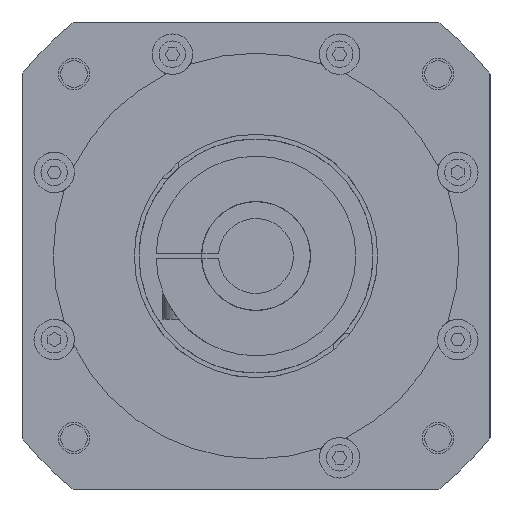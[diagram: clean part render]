
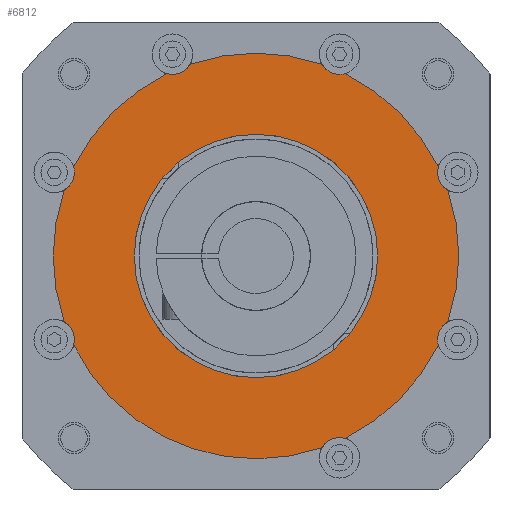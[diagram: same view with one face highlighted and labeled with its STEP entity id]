
A CAD part, left-side view. The second image highlights one B-rep face of the part: STEP entity #6812.
In plain terms, the highlighted planar face has unit normal (-1, 0, 0).
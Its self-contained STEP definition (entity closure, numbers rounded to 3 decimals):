
#1489=CARTESIAN_POINT('',(5.,-64.672,-26.788));
#1490=DIRECTION('',(1.,0.,0.));
#1491=DIRECTION('',(0.,0.964,-0.267));
#1492=AXIS2_PLACEMENT_3D('',#1489,#1490,#1491);
#1494=CARTESIAN_POINT('',(5.,-26.788,-64.672));
#1495=DIRECTION('',(1.,0.,0.));
#1496=DIRECTION('',(0.,0.87,0.493));
#1497=AXIS2_PLACEMENT_3D('',#1494,#1495,#1496);
#1499=CARTESIAN_POINT('',(5.,64.672,-26.788));
#1500=DIRECTION('',(1.,0.,0.));
#1501=DIRECTION('',(0.,-0.493,0.87));
#1502=AXIS2_PLACEMENT_3D('',#1499,#1500,#1501);
#1504=CARTESIAN_POINT('',(5.,64.672,26.788));
#1505=DIRECTION('',(1.,0.,0.));
#1506=DIRECTION('',(0.,-1.,0.));
#1507=AXIS2_PLACEMENT_3D('',#1504,#1505,#1506);
#1509=CARTESIAN_POINT('',(5.,64.672,26.788));
#1510=DIRECTION('',(1.,0.,0.));
#1511=DIRECTION('',(0.,-0.964,0.267));
#1512=AXIS2_PLACEMENT_3D('',#1509,#1510,#1511);
#1514=CARTESIAN_POINT('',(5.,26.788,64.672));
#1515=DIRECTION('',(1.,0.,0.));
#1516=DIRECTION('',(0.,-0.87,-0.493));
#1517=AXIS2_PLACEMENT_3D('',#1514,#1515,#1516);
#1519=CARTESIAN_POINT('',(5.,-26.788,64.672));
#1520=DIRECTION('',(1.,0.,0.));
#1521=DIRECTION('',(0.,0.,-1.));
#1522=AXIS2_PLACEMENT_3D('',#1519,#1520,#1521);
#1524=CARTESIAN_POINT('',(5.,-26.788,64.672));
#1525=DIRECTION('',(1.,0.,0.));
#1526=DIRECTION('',(0.,-0.267,-0.964));
#1527=AXIS2_PLACEMENT_3D('',#1524,#1525,#1526);
#1529=CARTESIAN_POINT('',(5.,-64.672,26.788));
#1530=DIRECTION('',(1.,0.,0.));
#1531=DIRECTION('',(0.,0.493,-0.87));
#1532=AXIS2_PLACEMENT_3D('',#1529,#1530,#1531);
#1534=CARTESIAN_POINT('',(5.,-64.672,-26.788));
#1535=DIRECTION('',(1.,0.,0.));
#1536=DIRECTION('',(0.,1.,0.));
#1537=AXIS2_PLACEMENT_3D('',#1534,#1535,#1536);
#1539=CARTESIAN_POINT('',(5.,0.,0.));
#1540=DIRECTION('',(-1.,0.,0.));
#1541=DIRECTION('',(0.,-1.,0.));
#1542=AXIS2_PLACEMENT_3D('',#1539,#1540,#1541);
#1548=CARTESIAN_POINT('',(5.,0.,0.));
#1549=DIRECTION('',(-1.,0.,0.));
#1550=DIRECTION('',(0.,1.,0.));
#1551=AXIS2_PLACEMENT_3D('',#1548,#1549,#1550);
#2219=CARTESIAN_POINT('',(5.,0.,0.));
#2220=DIRECTION('',(-1.,0.,0.));
#2221=DIRECTION('',(0.,0.899,-0.439));
#2222=AXIS2_PLACEMENT_3D('',#2219,#2220,#2221);
#2246=CARTESIAN_POINT('',(5.,0.,0.));
#2247=DIRECTION('',(-1.,0.,0.));
#2248=DIRECTION('',(0.,0.439,0.899));
#2249=AXIS2_PLACEMENT_3D('',#2246,#2247,#2248);
#2255=CARTESIAN_POINT('',(5.,0.,0.));
#2256=DIRECTION('',(-1.,0.,0.));
#2257=DIRECTION('',(0.,0.946,0.325));
#2258=AXIS2_PLACEMENT_3D('',#2255,#2256,#2257);
#2282=CARTESIAN_POINT('',(5.,0.,0.));
#2283=DIRECTION('',(-1.,0.,0.));
#2284=DIRECTION('',(0.,-0.899,0.439));
#2285=AXIS2_PLACEMENT_3D('',#2282,#2283,#2284);
#2291=CARTESIAN_POINT('',(5.,0.,0.));
#2292=DIRECTION('',(-1.,0.,0.));
#2293=DIRECTION('',(0.,-0.325,0.946));
#2294=AXIS2_PLACEMENT_3D('',#2291,#2292,#2293);
#2318=CARTESIAN_POINT('',(5.,0.,0.));
#2319=DIRECTION('',(-1.,0.,0.));
#2320=DIRECTION('',(0.,-0.439,-0.899));
#2321=AXIS2_PLACEMENT_3D('',#2318,#2319,#2320);
#2327=CARTESIAN_POINT('',(5.,0.,0.));
#2328=DIRECTION('',(-1.,0.,0.));
#2329=DIRECTION('',(0.,-0.946,-0.325));
#2330=AXIS2_PLACEMENT_3D('',#2327,#2328,#2329);
#3187=CARTESIAN_POINT('',(5.,-39.,0.));
#3188=CARTESIAN_POINT('',(5.,39.,0.));
#3189=VERTEX_POINT('',#3187);
#3190=VERTEX_POINT('',#3188);
#3243=CARTESIAN_POINT('',(5.,-21.131,-61.469));
#3244=CARTESIAN_POINT('',(5.,-28.523,-58.407));
#3245=VERTEX_POINT('',#3243);
#3246=VERTEX_POINT('',#3244);
#3291=CARTESIAN_POINT('',(5.,61.469,-21.131));
#3292=CARTESIAN_POINT('',(5.,58.407,-28.523));
#3293=VERTEX_POINT('',#3291);
#3294=VERTEX_POINT('',#3292);
#3339=CARTESIAN_POINT('',(5.,21.131,61.469));
#3340=CARTESIAN_POINT('',(5.,28.523,58.407));
#3341=VERTEX_POINT('',#3339);
#3342=VERTEX_POINT('',#3340);
#3387=CARTESIAN_POINT('',(5.,-61.469,21.131));
#3388=CARTESIAN_POINT('',(5.,-58.407,28.523));
#3389=VERTEX_POINT('',#3387);
#3390=VERTEX_POINT('',#3388);
#3654=CARTESIAN_POINT('',(5.,58.407,28.523));
#3655=CARTESIAN_POINT('',(5.,58.172,26.788));
#3656=VERTEX_POINT('',#3654);
#3657=VERTEX_POINT('',#3655);
#3658=CARTESIAN_POINT('',(5.,61.469,21.131));
#3659=VERTEX_POINT('',#3658);
#3698=CARTESIAN_POINT('',(5.,-26.788,58.172));
#3699=VERTEX_POINT('',#3698);
#3738=CARTESIAN_POINT('',(5.,-58.172,-26.788));
#3739=VERTEX_POINT('',#3738);
#3776=CARTESIAN_POINT('',(5.,-28.523,58.407));
#3777=VERTEX_POINT('',#3776);
#3778=CARTESIAN_POINT('',(5.,-21.131,61.469));
#3779=VERTEX_POINT('',#3778);
#3784=CARTESIAN_POINT('',(5.,-58.407,-28.523));
#3785=VERTEX_POINT('',#3784);
#3786=CARTESIAN_POINT('',(5.,-61.469,-21.131));
#3787=VERTEX_POINT('',#3786);
#6768=CARTESIAN_POINT('',(5.,0.,0.));
#6769=DIRECTION('',(-1.,0.,0.));
#6770=DIRECTION('',(0.,0.,-1.));
#6771=AXIS2_PLACEMENT_3D('',#6768,#6769,#6770);
#6772=PLANE('',#6771);
#6773=ORIENTED_EDGE('',*,*,#6485,.F.);
#6775=ORIENTED_EDGE('',*,*,#6774,.F.);
#6777=ORIENTED_EDGE('',*,*,#6776,.F.);
#6779=ORIENTED_EDGE('',*,*,#6778,.F.);
#6780=ORIENTED_EDGE('',*,*,#3904,.F.);
#6782=ORIENTED_EDGE('',*,*,#6781,.F.);
#6784=ORIENTED_EDGE('',*,*,#6783,.F.);
#6786=ORIENTED_EDGE('',*,*,#6785,.F.);
#6788=ORIENTED_EDGE('',*,*,#6787,.F.);
#6790=ORIENTED_EDGE('',*,*,#6789,.F.);
#6792=ORIENTED_EDGE('',*,*,#6791,.F.);
#6794=ORIENTED_EDGE('',*,*,#6793,.F.);
#6796=ORIENTED_EDGE('',*,*,#6795,.F.);
#6798=ORIENTED_EDGE('',*,*,#6797,.F.);
#6800=ORIENTED_EDGE('',*,*,#6799,.F.);
#6802=ORIENTED_EDGE('',*,*,#6801,.F.);
#6803=ORIENTED_EDGE('',*,*,#6510,.F.);
#6804=EDGE_LOOP('',(#6773,#6775,#6777,#6779,#6780,#6782,#6784,#6786,#6788,#6790,
#6792,#6794,#6796,#6798,#6800,#6802,#6803));
#6805=FACE_OUTER_BOUND('',#6804,.F.);
#6807=ORIENTED_EDGE('',*,*,#6806,.T.);
#6809=ORIENTED_EDGE('',*,*,#6808,.T.);
#6810=EDGE_LOOP('',(#6807,#6809));
#6811=FACE_BOUND('',#6810,.F.);
#1493=CIRCLE('',#1492,6.5);
#1498=CIRCLE('',#1497,6.5);
#1503=CIRCLE('',#1502,6.5);
#1508=CIRCLE('',#1507,6.5);
#1513=CIRCLE('',#1512,6.5);
#1518=CIRCLE('',#1517,6.5);
#1523=CIRCLE('',#1522,6.5);
#1528=CIRCLE('',#1527,6.5);
#1533=CIRCLE('',#1532,6.5);
#1538=CIRCLE('',#1537,6.5);
#1543=CIRCLE('',#1542,39.);
#1552=CIRCLE('',#1551,39.);
#2223=CIRCLE('',#2222,65.);
#2250=CIRCLE('',#2249,65.);
#2259=CIRCLE('',#2258,65.);
#2286=CIRCLE('',#2285,65.);
#2295=CIRCLE('',#2294,65.);
#2322=CIRCLE('',#2321,65.);
#2331=CIRCLE('',#2330,65.);
#3904=EDGE_CURVE('',#3293,#3294,#1503,.T.);
#6485=EDGE_CURVE('',#3785,#3739,#1493,.T.);
#6510=EDGE_CURVE('',#3739,#3787,#1538,.T.);
#6774=EDGE_CURVE('',#3246,#3785,#2322,.T.);
#6776=EDGE_CURVE('',#3245,#3246,#1498,.T.);
#6778=EDGE_CURVE('',#3294,#3245,#2223,.T.);
#6781=EDGE_CURVE('',#3659,#3293,#2259,.T.);
#6783=EDGE_CURVE('',#3657,#3659,#1508,.T.);
#6785=EDGE_CURVE('',#3656,#3657,#1513,.T.);
#6787=EDGE_CURVE('',#3342,#3656,#2250,.T.);
#6789=EDGE_CURVE('',#3341,#3342,#1518,.T.);
#6791=EDGE_CURVE('',#3779,#3341,#2295,.T.);
#6793=EDGE_CURVE('',#3699,#3779,#1523,.T.);
#6795=EDGE_CURVE('',#3777,#3699,#1528,.T.);
#6797=EDGE_CURVE('',#3390,#3777,#2286,.T.);
#6799=EDGE_CURVE('',#3389,#3390,#1533,.T.);
#6801=EDGE_CURVE('',#3787,#3389,#2331,.T.);
#6806=EDGE_CURVE('',#3189,#3190,#1543,.T.);
#6808=EDGE_CURVE('',#3190,#3189,#1552,.T.);
#6812=ADVANCED_FACE('',(#6805,#6811),#6772,.T.);
